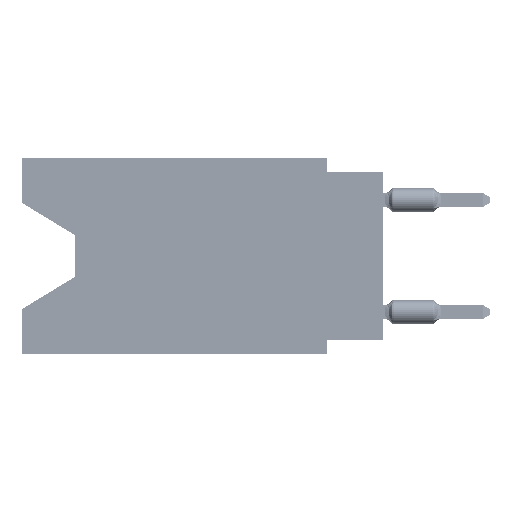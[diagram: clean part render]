
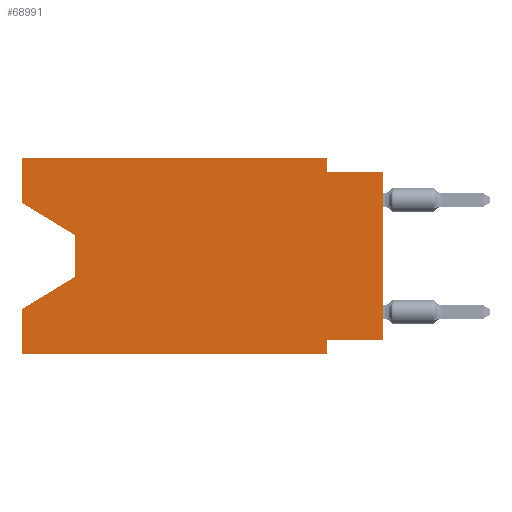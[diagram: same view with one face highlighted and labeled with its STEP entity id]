
A CAD part, left-side view. The second image highlights one B-rep face of the part: STEP entity #68991.
In plain terms, the highlighted planar face has unit normal (-1, 0, 0).
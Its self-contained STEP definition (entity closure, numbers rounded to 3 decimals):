
#56 = ORIENTED_EDGE ( 'NONE', *, *, #102006, .F. ) ;
#1687 = CARTESIAN_POINT ( 'NONE',  ( 0., 2.54, 0. ) ) ;
#3156 = ORIENTED_EDGE ( 'NONE', *, *, #85287, .T. ) ;
#3189 = ORIENTED_EDGE ( 'NONE', *, *, #47509, .F. ) ;
#3988 = EDGE_CURVE ( 'NONE', #9332, #21900, #102484, .T. ) ;
#4646 = VECTOR ( 'NONE', #40926, 1000. ) ;
#4943 = LINE ( 'NONE', #21131, #13284 ) ;
#5686 = DIRECTION ( 'NONE',  ( 0., 0., -1. ) ) ;
#6461 = VECTOR ( 'NONE', #37552, 1000. ) ;
#6669 = EDGE_CURVE ( 'NONE', #28384, #74147, #74000, .T. ) ;
#8036 = LINE ( 'NONE', #74901, #4646 ) ;
#9243 = VECTOR ( 'NONE', #103292, 1000. ) ;
#9332 = VERTEX_POINT ( 'NONE', #31507 ) ;
#12305 = VERTEX_POINT ( 'NONE', #75431 ) ;
#12476 = VECTOR ( 'NONE', #15807, 1000. ) ;
#13284 = VECTOR ( 'NONE', #38884, 1000. ) ;
#13711 = AXIS2_PLACEMENT_3D ( 'NONE', #63906, #22394, #5686 ) ;
#13760 = PLANE ( 'NONE',  #13711 ) ;
#13793 = VERTEX_POINT ( 'NONE', #17079 ) ;
#14128 = CARTESIAN_POINT ( 'NONE',  ( 0., 13.97, -3.505 ) ) ;
#15807 = DIRECTION ( 'NONE',  ( 0., -1., 0. ) ) ;
#17079 = CARTESIAN_POINT ( 'NONE',  ( 0., 0., -8.255 ) ) ;
#17764 = LINE ( 'NONE', #40966, #29843 ) ;
#17819 = CARTESIAN_POINT ( 'NONE',  ( 0., 16.383, 0. ) ) ;
#18398 = LINE ( 'NONE', #1687, #84626 ) ;
#19646 = VERTEX_POINT ( 'NONE', #75968 ) ;
#19686 = CARTESIAN_POINT ( 'NONE',  ( 0., 2.54, -8.255 ) ) ;
#20067 = VERTEX_POINT ( 'NONE', #59128 ) ;
#20505 = CARTESIAN_POINT ( 'NONE',  ( 0., 16.383, -2.038 ) ) ;
#21131 = CARTESIAN_POINT ( 'NONE',  ( 0., 16.383, 0. ) ) ;
#21900 = VERTEX_POINT ( 'NONE', #33897 ) ;
#22394 = DIRECTION ( 'NONE',  ( 1., 0., 0. ) ) ;
#22797 = DIRECTION ( 'NONE',  ( 0., -1., 0. ) ) ;
#23418 = ORIENTED_EDGE ( 'NONE', *, *, #54524, .T. ) ;
#23892 = VECTOR ( 'NONE', #52486, 1000. ) ;
#26647 = CARTESIAN_POINT ( 'NONE',  ( 0., 0., -8.255 ) ) ;
#27039 = DIRECTION ( 'NONE',  ( 0., 0., -1. ) ) ;
#27176 = EDGE_LOOP ( 'NONE', ( #100024, #74171, #3156, #62220, #23418, #33420, #104804, #85714, #3189, #56, #56591, #97215 ) ) ;
#27212 = VECTOR ( 'NONE', #62746, 1000. ) ;
#28384 = VERTEX_POINT ( 'NONE', #17819 ) ;
#29843 = VECTOR ( 'NONE', #91128, 1000. ) ;
#30090 = VECTOR ( 'NONE', #104729, 1000. ) ;
#31507 = CARTESIAN_POINT ( 'NONE',  ( 0., 16.383, -2.038 ) ) ;
#32739 = CARTESIAN_POINT ( 'NONE',  ( 0., 2.54, -0.635 ) ) ;
#33359 = CARTESIAN_POINT ( 'NONE',  ( 0., 2.54, 0. ) ) ;
#33420 = ORIENTED_EDGE ( 'NONE', *, *, #93744, .F. ) ;
#33897 = CARTESIAN_POINT ( 'NONE',  ( 0., 13.97, -3.505 ) ) ;
#36907 = CARTESIAN_POINT ( 'NONE',  ( 0., 16.383, 0. ) ) ;
#37552 = DIRECTION ( 'NONE',  ( 0., 0.855, -0.519 ) ) ;
#37954 = LINE ( 'NONE', #36907, #27212 ) ;
#38884 = DIRECTION ( 'NONE',  ( 0., 0., 1. ) ) ;
#39270 = VERTEX_POINT ( 'NONE', #19686 ) ;
#40926 = DIRECTION ( 'NONE',  ( 0., -1., 0. ) ) ;
#40966 = CARTESIAN_POINT ( 'NONE',  ( 0., 2.54, -8.89 ) ) ;
#45575 = CARTESIAN_POINT ( 'NONE',  ( 0., 0., 0. ) ) ;
#47156 = LINE ( 'NONE', #45575, #9243 ) ;
#47509 = EDGE_CURVE ( 'NONE', #77092, #58123, #8036, .T. ) ;
#47608 = VERTEX_POINT ( 'NONE', #106156 ) ;
#51958 = LINE ( 'NONE', #26647, #23892 ) ;
#52486 = DIRECTION ( 'NONE',  ( 0., 1., 0. ) ) ;
#54524 = EDGE_CURVE ( 'NONE', #12305, #20067, #89703, .T. ) ;
#56591 = ORIENTED_EDGE ( 'NONE', *, *, #6669, .F. ) ;
#57363 = EDGE_CURVE ( 'NONE', #21900, #19646, #72898, .T. ) ;
#58123 = VERTEX_POINT ( 'NONE', #103609 ) ;
#59128 = CARTESIAN_POINT ( 'NONE',  ( 0., 2.54, -8.89 ) ) ;
#61824 = CARTESIAN_POINT ( 'NONE',  ( 0., 13.97, -5.385 ) ) ;
#62187 = EDGE_CURVE ( 'NONE', #9332, #28384, #4943, .T. ) ;
#62220 = ORIENTED_EDGE ( 'NONE', *, *, #97765, .F. ) ;
#62746 = DIRECTION ( 'NONE',  ( 0., 0., 1. ) ) ;
#63369 = FACE_OUTER_BOUND ( 'NONE', #27176, .T. ) ;
#63409 = LINE ( 'NONE', #61824, #6461 ) ;
#63906 = CARTESIAN_POINT ( 'NONE',  ( 0., 16.383, 0. ) ) ;
#64837 = CARTESIAN_POINT ( 'NONE',  ( 0., 16.383, 0. ) ) ;
#68047 = EDGE_CURVE ( 'NONE', #13793, #39270, #51958, .T. ) ;
#68991 = ADVANCED_FACE ( 'NONE', ( #63369 ), #13760, .F. ) ;
#72898 = LINE ( 'NONE', #14128, #30090 ) ;
#74000 = LINE ( 'NONE', #64837, #90318 ) ;
#74147 = VERTEX_POINT ( 'NONE', #33359 ) ;
#74171 = ORIENTED_EDGE ( 'NONE', *, *, #57363, .T. ) ;
#74901 = CARTESIAN_POINT ( 'NONE',  ( 0., 0., -0.635 ) ) ;
#75431 = CARTESIAN_POINT ( 'NONE',  ( 0., 16.383, -8.89 ) ) ;
#75968 = CARTESIAN_POINT ( 'NONE',  ( 0., 13.97, -5.385 ) ) ;
#77092 = VERTEX_POINT ( 'NONE', #32739 ) ;
#81326 = VECTOR ( 'NONE', #104056, 1000. ) ;
#81613 = CARTESIAN_POINT ( 'NONE',  ( 0., 16.383, -8.89 ) ) ;
#84626 = VECTOR ( 'NONE', #27039, 1000. ) ;
#85287 = EDGE_CURVE ( 'NONE', #19646, #47608, #63409, .T. ) ;
#85714 = ORIENTED_EDGE ( 'NONE', *, *, #106081, .T. ) ;
#89703 = LINE ( 'NONE', #81613, #12476 ) ;
#90318 = VECTOR ( 'NONE', #22797, 1000. ) ;
#91128 = DIRECTION ( 'NONE',  ( 0., 0., -1. ) ) ;
#93744 = EDGE_CURVE ( 'NONE', #39270, #20067, #17764, .T. ) ;
#97215 = ORIENTED_EDGE ( 'NONE', *, *, #62187, .F. ) ;
#97765 = EDGE_CURVE ( 'NONE', #12305, #47608, #37954, .T. ) ;
#100024 = ORIENTED_EDGE ( 'NONE', *, *, #3988, .T. ) ;
#102006 = EDGE_CURVE ( 'NONE', #74147, #77092, #18398, .T. ) ;
#102484 = LINE ( 'NONE', #20505, #81326 ) ;
#103292 = DIRECTION ( 'NONE',  ( 0., 0., 1. ) ) ;
#103609 = CARTESIAN_POINT ( 'NONE',  ( 0., 0., -0.635 ) ) ;
#104056 = DIRECTION ( 'NONE',  ( 0., -0.855, -0.519 ) ) ;
#104729 = DIRECTION ( 'NONE',  ( 0., 0., -1. ) ) ;
#104804 = ORIENTED_EDGE ( 'NONE', *, *, #68047, .F. ) ;
#106081 = EDGE_CURVE ( 'NONE', #13793, #58123, #47156, .T. ) ;
#106156 = CARTESIAN_POINT ( 'NONE',  ( 0., 16.383, -6.852 ) ) ;
